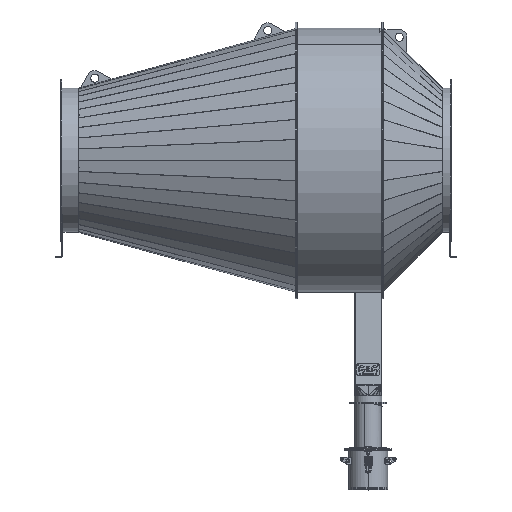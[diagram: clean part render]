
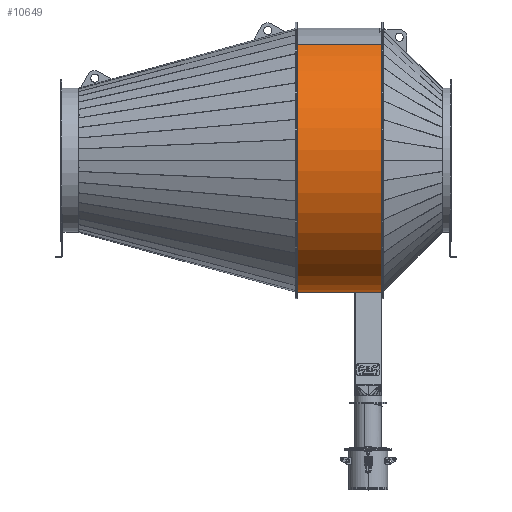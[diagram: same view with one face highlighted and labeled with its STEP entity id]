
A CAD part, top view. The second image highlights one B-rep face of the part: STEP entity #10649.
In plain terms, the highlighted cylindrical face has radius 735 mm (diameter 1470 mm), a partial arc.
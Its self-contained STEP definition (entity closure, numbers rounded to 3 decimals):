
#1634 = ORIENTED_EDGE ( 'NONE', *, *, #19205, .T. ) ;
#3699 = VERTEX_POINT ( 'NONE', #17250 ) ;
#5156 = DIRECTION ( 'NONE',  ( 0., 0., -1. ) ) ;
#5232 = VERTEX_POINT ( 'NONE', #30053 ) ;
#7332 = DIRECTION ( 'NONE',  ( 0., -1., 0. ) ) ;
#10238 = DIRECTION ( 'NONE',  ( 0., 1., 0. ) ) ;
#10649 = ADVANCED_FACE ( 'NONE', ( #48289 ), #12916, .T. ) ;
#10952 = EDGE_LOOP ( 'NONE', ( #44735, #1634, #36121, #22587 ) ) ;
#12916 = CYLINDRICAL_SURFACE ( 'NONE', #34302, 735. ) ;
#13144 = DIRECTION ( 'NONE',  ( 1., 0., 0. ) ) ;
#13660 = CARTESIAN_POINT ( 'NONE',  ( -353.461, 479.75, -644.43 ) ) ;
#14119 = LINE ( 'NONE', #29863, #35420 ) ;
#17250 = CARTESIAN_POINT ( 'NONE',  ( -0.251, 0., 735. ) ) ;
#17265 = DIRECTION ( 'NONE',  ( 0., 1., 0. ) ) ;
#19205 = EDGE_CURVE ( 'NONE', #20486, #3699, #45776, .T. ) ;
#20486 = VERTEX_POINT ( 'NONE', #23905 ) ;
#22587 = ORIENTED_EDGE ( 'NONE', *, *, #49709, .F. ) ;
#23905 = CARTESIAN_POINT ( 'NONE',  ( -353.461, 0., -644.43 ) ) ;
#24353 = AXIS2_PLACEMENT_3D ( 'NONE', #35892, #17265, #40522 ) ;
#24803 = CARTESIAN_POINT ( 'NONE',  ( 0., 479.75, 0. ) ) ;
#25493 = EDGE_CURVE ( 'NONE', #5232, #3699, #34215, .T. ) ;
#28395 = VECTOR ( 'NONE', #7332, 1000. ) ;
#29863 = CARTESIAN_POINT ( 'NONE',  ( -353.461, 479.75, -644.43 ) ) ;
#30053 = CARTESIAN_POINT ( 'NONE',  ( -0.251, 479.75, 735. ) ) ;
#33567 = DIRECTION ( 'NONE',  ( 0., 1., 0. ) ) ;
#34215 = LINE ( 'NONE', #46060, #28395 ) ;
#34302 = AXIS2_PLACEMENT_3D ( 'NONE', #24803, #40585, #5156 ) ;
#35420 = VECTOR ( 'NONE', #10238, 1000. ) ;
#35892 = CARTESIAN_POINT ( 'NONE',  ( 0., 0., 0. ) ) ;
#36121 = ORIENTED_EDGE ( 'NONE', *, *, #25493, .F. ) ;
#40522 = DIRECTION ( 'NONE',  ( 1., 0., 0. ) ) ;
#40585 = DIRECTION ( 'NONE',  ( 0., -1., 0. ) ) ;
#42443 = EDGE_CURVE ( 'NONE', #20486, #50979, #14119, .T. ) ;
#44735 = ORIENTED_EDGE ( 'NONE', *, *, #42443, .F. ) ;
#44748 = CIRCLE ( 'NONE', #49685, 735. ) ;
#45776 = CIRCLE ( 'NONE', #24353, 735. ) ;
#46060 = CARTESIAN_POINT ( 'NONE',  ( -0.251, 479.75, 735. ) ) ;
#48289 = FACE_OUTER_BOUND ( 'NONE', #10952, .T. ) ;
#48796 = CARTESIAN_POINT ( 'NONE',  ( 0., 479.75, 0. ) ) ;
#49685 = AXIS2_PLACEMENT_3D ( 'NONE', #48796, #33567, #13144 ) ;
#49709 = EDGE_CURVE ( 'NONE', #50979, #5232, #44748, .T. ) ;
#50979 = VERTEX_POINT ( 'NONE', #13660 ) ;
